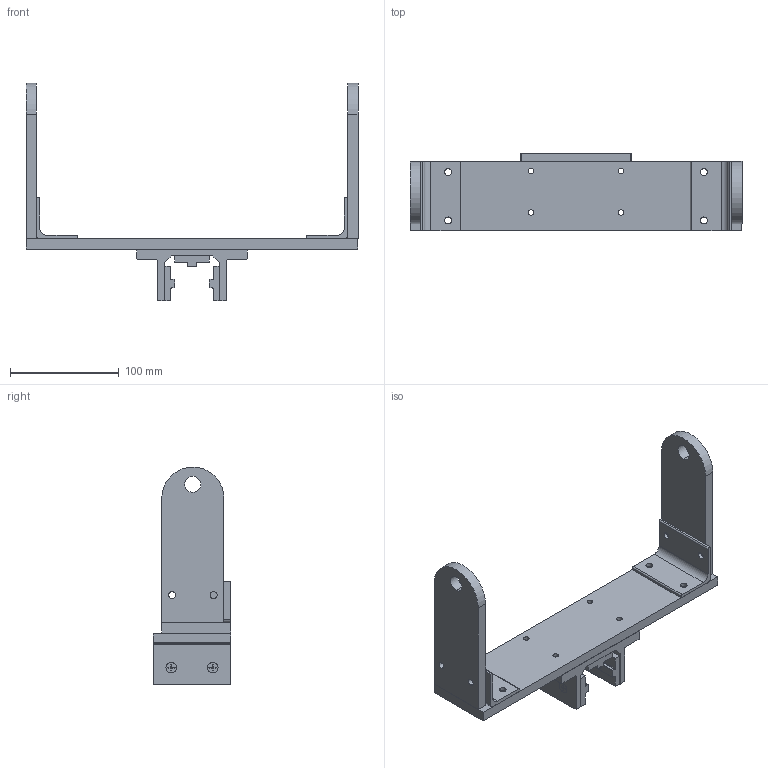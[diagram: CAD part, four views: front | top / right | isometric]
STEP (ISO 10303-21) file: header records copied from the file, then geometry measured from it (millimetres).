
FILE_DESCRIPTION (( 'STEP AP203' ), '1' );
FILE_NAME ('MainAnsys.STEP', '2023-03-27T18:32:11', ( '' ), ( '' ), 'SwSTEP 2.0', 'SolidWorks 2022', '' );
FILE_SCHEMA (( 'CONFIG_CONTROL_DESIGN' ));
Length unit declared in the file: inch
Products named in the file (8): Angle Iron_9017K481; Drop Plate; 3628_; 6825_p2; 6825; Piston Plate; 6825_p; MainAnsys
Assembly tree (16 placements, depth 3):
  MainAnsys
    6825
      3628_  x6
      6825_p2  x3
      6825_p
    Drop Plate
    Piston Plate  x2
    Angle Iron_9017K481  x2
Bounding box: 304.8 x 71.42 x 200.03 mm (x, y, z)
Volume: 494585.9 mm3; surface area: 156324.9 mm2
Topology: 15 solids, 15 shells, 348 faces, 916 edges, 600 vertices
Faces by surface type: plane 174, cylinder 142, cone 32
Entity records: 6316 total; most frequent: DIRECTION 962, CARTESIAN_POINT 888, ORIENTED_EDGE 852, EDGE_CURVE 426, AXIS2_PLACEMENT_3D 353, VERTEX_POINT 279, LINE 256, VECTOR 256
